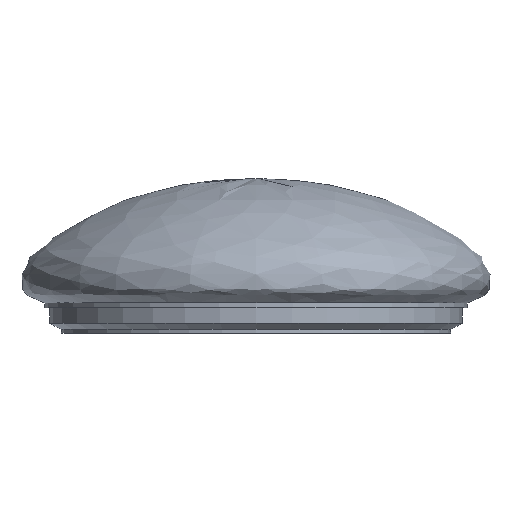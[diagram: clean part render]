
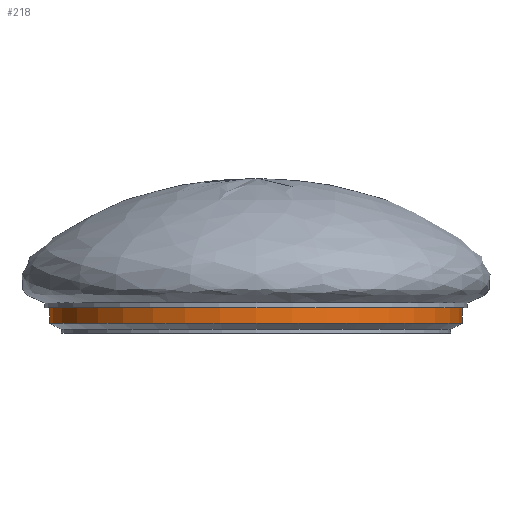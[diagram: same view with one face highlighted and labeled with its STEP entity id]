
A CAD part, front view. The second image highlights one B-rep face of the part: STEP entity #218.
In plain terms, the highlighted cylindrical face has radius 153.91 mm (diameter 307.82 mm), a full revolution.
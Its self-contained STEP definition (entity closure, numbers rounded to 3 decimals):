
#2 = DIRECTION ( 'NONE',  ( 0., 1., 0. ) ) ;
#13 = EDGE_CURVE ( 'NONE', #454, #454, #514, .T. ) ;
#21 = ORIENTED_EDGE ( 'NONE', *, *, #372, .F. ) ;
#41 = DIRECTION ( 'NONE',  ( 0., 0., -1. ) ) ;
#79 = FACE_OUTER_BOUND ( 'NONE', #104, .T. ) ;
#82 = CARTESIAN_POINT ( 'NONE',  ( 0., 153.91, 7.347 ) ) ;
#93 = CARTESIAN_POINT ( 'NONE',  ( 0., 0., 19.02 ) ) ;
#96 = DIRECTION ( 'NONE',  ( 0., 1., 0. ) ) ;
#104 = EDGE_LOOP ( 'NONE', ( #21 ) ) ;
#120 = VERTEX_POINT ( 'NONE', #82 ) ;
#162 = DIRECTION ( 'NONE',  ( 0., 0., -1. ) ) ;
#218 = ADVANCED_FACE ( 'NONE', ( #371, #79 ), #249, .T. ) ;
#249 = CYLINDRICAL_SURFACE ( 'NONE', #400, 153.91 ) ;
#262 = DIRECTION ( 'NONE',  ( 0., 0., -1. ) ) ;
#279 = EDGE_LOOP ( 'NONE', ( #310 ) ) ;
#310 = ORIENTED_EDGE ( 'NONE', *, *, #13, .T. ) ;
#330 = CARTESIAN_POINT ( 'NONE',  ( 0., 0., 7.347 ) ) ;
#371 = FACE_OUTER_BOUND ( 'NONE', #279, .T. ) ;
#372 = EDGE_CURVE ( 'NONE', #120, #120, #484, .T. ) ;
#400 = AXIS2_PLACEMENT_3D ( 'NONE', #412, #41, #2 ) ;
#412 = CARTESIAN_POINT ( 'NONE',  ( 0., 0., 111.505 ) ) ;
#427 = AXIS2_PLACEMENT_3D ( 'NONE', #93, #262, #96 ) ;
#438 = AXIS2_PLACEMENT_3D ( 'NONE', #330, #162, #528 ) ;
#450 = CARTESIAN_POINT ( 'NONE',  ( 0., 153.91, 19.02 ) ) ;
#454 = VERTEX_POINT ( 'NONE', #450 ) ;
#484 = CIRCLE ( 'NONE', #438, 153.91 ) ;
#514 = CIRCLE ( 'NONE', #427, 153.91 ) ;
#528 = DIRECTION ( 'NONE',  ( 0., 1., 0. ) ) ;
